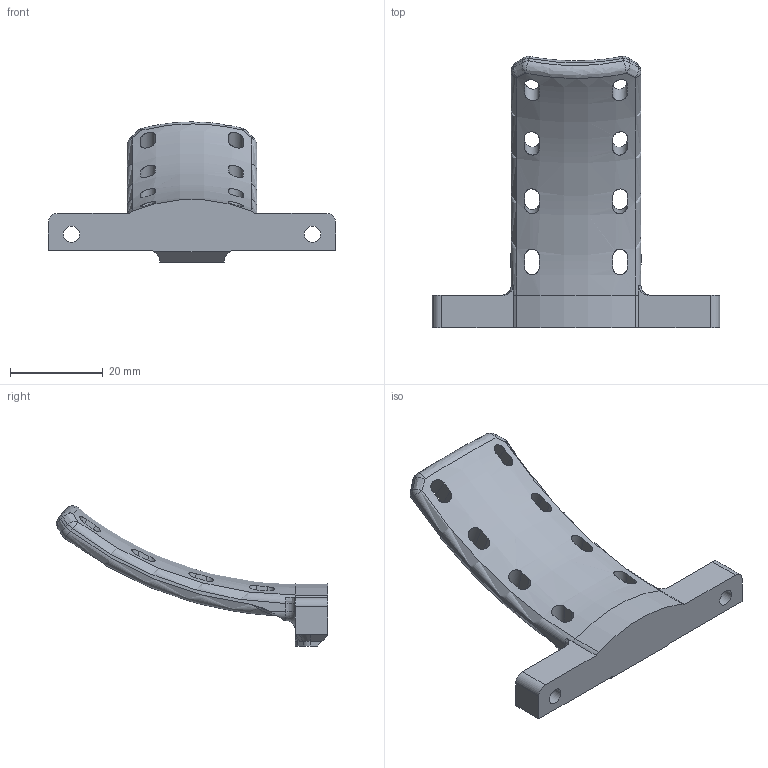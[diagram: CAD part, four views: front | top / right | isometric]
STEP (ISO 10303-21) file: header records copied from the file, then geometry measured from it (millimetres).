
FILE_DESCRIPTION(/* description */ (''),/* implementation_level */ '2;1');
FILE_NAME(/* name */ 'xCableMountB.stp',/* time_stamp */ '2018-02-13T22:04:01-08:00',/* author */ ('Andrew'),/* organization */ (''),/* preprocessor_version */ 'ST-DEVELOPER v15.6',/* originating_system */ 'Autodesk Inventor 2015',/* authorisation */ '');
FILE_SCHEMA (('AUTOMOTIVE_DESIGN { 1 0 10303 214 3 1 1 }'));
Length unit declared in the file: millimetre
Products named in the file (1): xCableMountB
Bounding box: 62 x 58.52 x 30.24 mm (x, y, z)
Volume: 10758.3 mm3; surface area: 5919 mm2
Topology: 1 solids, 1 shells, 113 faces, 297 edges, 186 vertices
Faces by surface type: plane 41, cylinder 37, bspline 15, torus 8, sphere 8, cone 4
Full cylindrical faces by diameter (mm): 3.5 x2
Entity records: 4597 total; most frequent: CARTESIAN_POINT 1890, ORIENTED_EDGE 590, DIRECTION 509, EDGE_CURVE 295, AXIS2_PLACEMENT_3D 199, VERTEX_POINT 186, EDGE_LOOP 135, FACE_OUTER_BOUND 113
